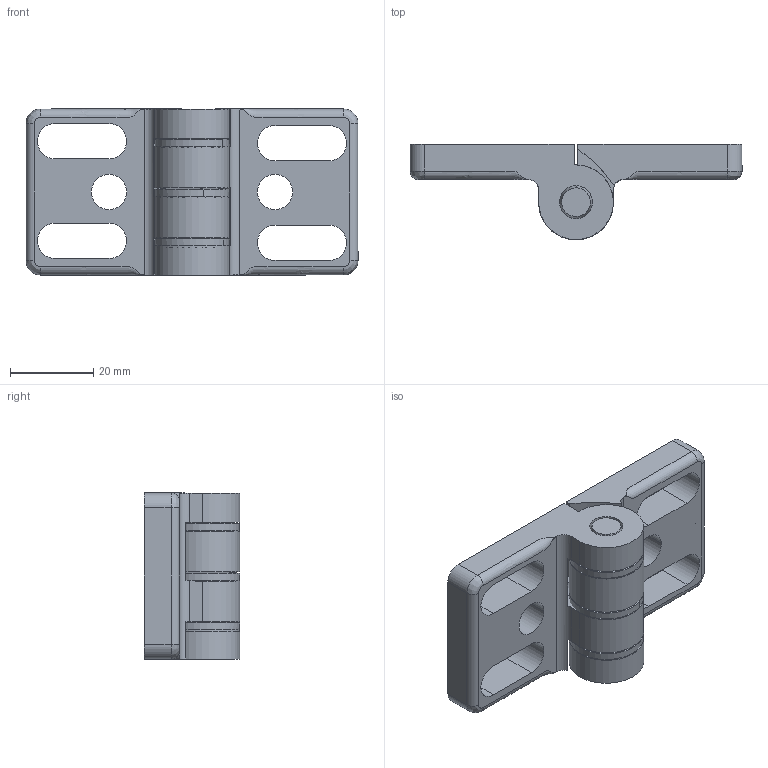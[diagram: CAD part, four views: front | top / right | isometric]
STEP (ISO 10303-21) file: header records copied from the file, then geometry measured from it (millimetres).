
FILE_DESCRIPTION((''),'2;1');
FILE_NAME('SZ0760S.stp','2009-10-19T14:38:03',(''),(''),'Mechanical Desktop 2007','Mechanical Desktop 2007',', , ');
FILE_SCHEMA(('CONFIG_CONTROL_DESIGN'));
Length unit declared in the file: millimetre
Products named in the file (19): DRAWING1; SZ0760SA; SZ0760S; PART1; PART2; PART3; PART4; ABSR14; ABSR15; SZ0810N; SZ0820S; SZ0830NA; SZ0830N; SZ0840N; SZ0840S; SZ0850N; SZ0850S; SZ0760NA; SZ0760N
Assembly tree (8 placements, depth 4):
  DRAWING1
    SZ0760SA
      SZ0760S
        PART1
        PART2
        PART3
        PART4
        ABSR14
        ABSR15
  SZ0810N
  SZ0820S
  SZ0830NA
  SZ0830N
Bounding box: 80 x 23 x 40 mm (x, y, z)
Volume: 28084.6 mm3; surface area: 16082.8 mm2
Topology: 6 solids, 6 shells, 132 faces, 336 edges, 204 vertices
Faces by surface type: cylinder 56, plane 32, cone 22, bspline 16, torus 6
Entity records: 8950 total; most frequent: CARTESIAN_POINT 4699, DIRECTION 720, ORIENTED_EDGE 640, EDGE_CURVE 320, AXIS2_PLACEMENT_3D 285, VERTEX_POINT 198, EDGE_LOOP 160, CIRCLE 158
